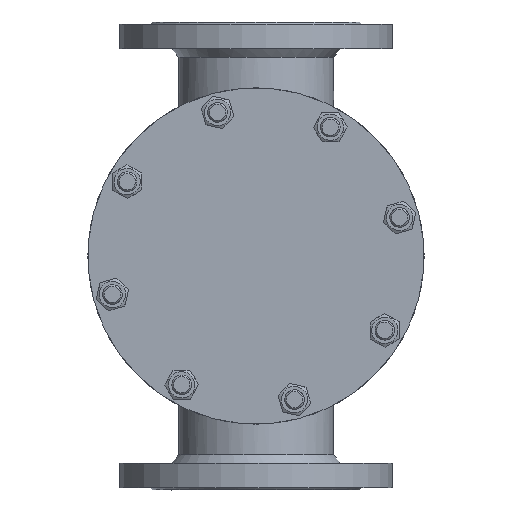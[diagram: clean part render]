
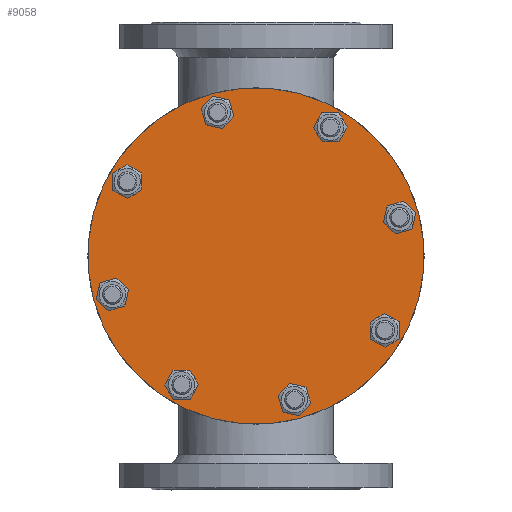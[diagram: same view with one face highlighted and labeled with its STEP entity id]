
A CAD part, front view. The second image highlights one B-rep face of the part: STEP entity #9058.
In plain terms, the highlighted face is planar.
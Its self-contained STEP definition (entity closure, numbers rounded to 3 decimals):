
#8779=CARTESIAN_POINT('',(-100.056,100.056,25.0));
#8780=VERTEX_POINT('',#8779);
#8781=CARTESIAN_POINT('',(-107.834,107.834,25.0));
#8782=DIRECTION('',(0.0,0.0,-1.0));
#8783=DIRECTION('',(-0.707,0.707,0.0));
#8784=AXIS2_PLACEMENT_3D('',#8781,#8782,#8783);
#8785=CIRCLE('',#8784,11.0);
#8786=EDGE_CURVE('',#8780,#8780,#8785,.T.);
#8807=CARTESIAN_POINT('',(0.,141.5,25.0));
#8808=VERTEX_POINT('',#8807);
#8809=CARTESIAN_POINT('',(0.,152.5,25.0));
#8810=DIRECTION('',(0.0,0.0,-1.0));
#8811=DIRECTION('',(0.0,1.0,0.0));
#8812=AXIS2_PLACEMENT_3D('',#8809,#8810,#8811);
#8813=CIRCLE('',#8812,11.0);
#8814=EDGE_CURVE('',#8808,#8808,#8813,.T.);
#8835=CARTESIAN_POINT('',(100.056,100.056,25.0));
#8836=VERTEX_POINT('',#8835);
#8837=CARTESIAN_POINT('',(107.834,107.834,25.0));
#8838=DIRECTION('',(0.0,0.0,-1.0));
#8839=DIRECTION('',(0.707,0.707,0.0));
#8840=AXIS2_PLACEMENT_3D('',#8837,#8838,#8839);
#8841=CIRCLE('',#8840,11.);
#8842=EDGE_CURVE('',#8836,#8836,#8841,.T.);
#8863=CARTESIAN_POINT('',(141.5,0.,25.0));
#8864=VERTEX_POINT('',#8863);
#8865=CARTESIAN_POINT('',(152.5,0.,25.0));
#8866=DIRECTION('',(0.0,0.0,-1.0));
#8867=DIRECTION('',(1.0,0.0,0.0));
#8868=AXIS2_PLACEMENT_3D('',#8865,#8866,#8867);
#8869=CIRCLE('',#8868,11.0);
#8870=EDGE_CURVE('',#8864,#8864,#8869,.T.);
#8891=CARTESIAN_POINT('',(100.056,-100.056,25.0));
#8892=VERTEX_POINT('',#8891);
#8893=CARTESIAN_POINT('',(107.834,-107.834,25.0));
#8894=DIRECTION('',(0.0,0.0,-1.0));
#8895=DIRECTION('',(0.707,-0.707,0.0));
#8896=AXIS2_PLACEMENT_3D('',#8893,#8894,#8895);
#8897=CIRCLE('',#8896,11.);
#8898=EDGE_CURVE('',#8892,#8892,#8897,.T.);
#8919=CARTESIAN_POINT('',(0.0,-141.5,25.0));
#8920=VERTEX_POINT('',#8919);
#8921=CARTESIAN_POINT('',(0.0,-152.5,25.0));
#8922=DIRECTION('',(0.0,0.0,-1.0));
#8923=DIRECTION('',(0.0,-1.0,0.0));
#8924=AXIS2_PLACEMENT_3D('',#8921,#8922,#8923);
#8925=CIRCLE('',#8924,11.0);
#8926=EDGE_CURVE('',#8920,#8920,#8925,.T.);
#8947=CARTESIAN_POINT('',(-100.056,-100.056,25.0));
#8948=VERTEX_POINT('',#8947);
#8949=CARTESIAN_POINT('',(-107.834,-107.834,25.0));
#8950=DIRECTION('',(0.0,0.0,-1.0));
#8951=DIRECTION('',(-0.707,-0.707,0.0));
#8952=AXIS2_PLACEMENT_3D('',#8949,#8950,#8951);
#8953=CIRCLE('',#8952,11.);
#8954=EDGE_CURVE('',#8948,#8948,#8953,.T.);
#8975=CARTESIAN_POINT('',(-141.5,0.,25.0));
#8976=VERTEX_POINT('',#8975);
#8977=CARTESIAN_POINT('',(-152.5,0.0,25.0));
#8978=DIRECTION('',(0.0,0.0,-1.0));
#8979=DIRECTION('',(-1.0,0.0,0.0));
#8980=AXIS2_PLACEMENT_3D('',#8977,#8978,#8979);
#8981=CIRCLE('',#8980,11.0);
#8982=EDGE_CURVE('',#8976,#8976,#8981,.T.);
#9003=CARTESIAN_POINT('',(172.5,0.0,25.0));
#9004=VERTEX_POINT('',#9003);
#9005=CARTESIAN_POINT('',(0.0,0.0,25.0));
#9006=DIRECTION('',(0.0,0.0,1.0));
#9007=DIRECTION('',(1.0,0.0,0.0));
#9008=AXIS2_PLACEMENT_3D('',#9005,#9006,#9007);
#9009=CIRCLE('',#9008,172.5);
#9010=EDGE_CURVE('',#9004,#9004,#9009,.T.);
#9026=CARTESIAN_POINT('',(0.,0.,25.0));
#9027=DIRECTION('',(0.0,0.0,1.0));
#9028=DIRECTION('',(1.0,0.0,0.0));
#9029=AXIS2_PLACEMENT_3D('',#9026,#9027,#9028);
#9030=PLANE('',#9029);
#9031=ORIENTED_EDGE('',*,*,#9010,.T.);
#9032=EDGE_LOOP('',(#9031));
#9033=FACE_OUTER_BOUND('',#9032,.T.);
#9034=ORIENTED_EDGE('',*,*,#8786,.T.);
#9035=EDGE_LOOP('',(#9034));
#9036=FACE_BOUND('',#9035,.T.);
#9037=ORIENTED_EDGE('',*,*,#8814,.T.);
#9038=EDGE_LOOP('',(#9037));
#9039=FACE_BOUND('',#9038,.T.);
#9040=ORIENTED_EDGE('',*,*,#8842,.T.);
#9041=EDGE_LOOP('',(#9040));
#9042=FACE_BOUND('',#9041,.T.);
#9043=ORIENTED_EDGE('',*,*,#8870,.T.);
#9044=EDGE_LOOP('',(#9043));
#9045=FACE_BOUND('',#9044,.T.);
#9046=ORIENTED_EDGE('',*,*,#8898,.T.);
#9047=EDGE_LOOP('',(#9046));
#9048=FACE_BOUND('',#9047,.T.);
#9049=ORIENTED_EDGE('',*,*,#8926,.T.);
#9050=EDGE_LOOP('',(#9049));
#9051=FACE_BOUND('',#9050,.T.);
#9052=ORIENTED_EDGE('',*,*,#8954,.T.);
#9053=EDGE_LOOP('',(#9052));
#9054=FACE_BOUND('',#9053,.T.);
#9055=ORIENTED_EDGE('',*,*,#8982,.T.);
#9056=EDGE_LOOP('',(#9055));
#9057=FACE_BOUND('',#9056,.T.);
#9058=ADVANCED_FACE('',(#9033,#9036,#9039,#9042,#9045,#9048,#9051,#9054,#9057),#9030,.T.);
